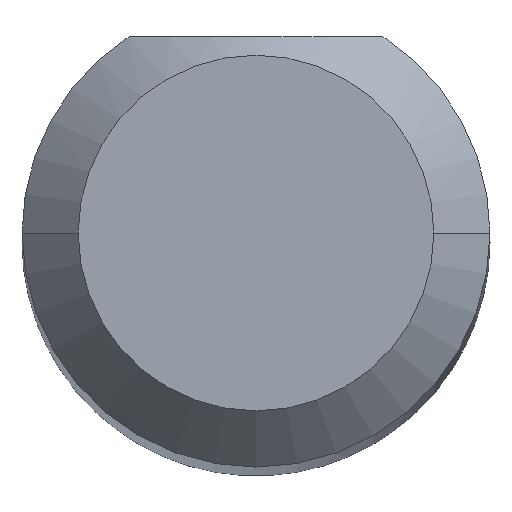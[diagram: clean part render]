
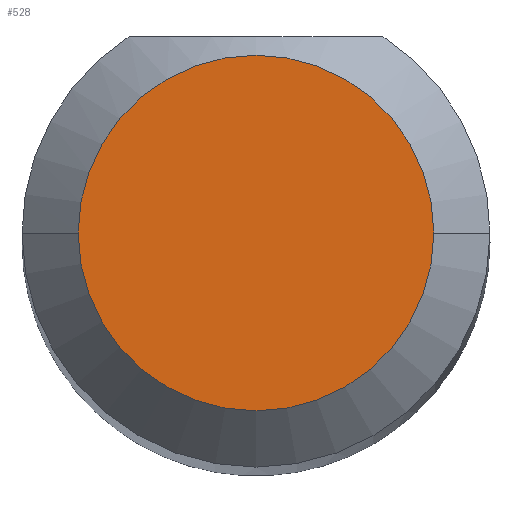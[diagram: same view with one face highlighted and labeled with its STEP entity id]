
A CAD part, top view. The second image highlights one B-rep face of the part: STEP entity #528.
In plain terms, the highlighted planar face has unit normal (0, 0, 1).
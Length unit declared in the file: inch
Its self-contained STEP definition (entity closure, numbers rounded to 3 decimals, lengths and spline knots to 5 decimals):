
#22 = ORIENTED_EDGE ( 'NONE', *, *, #300, .T. ) ;
#38 = CARTESIAN_POINT ( 'NONE',  ( 0.0475, 0., 1.5 ) ) ;
#68 = AXIS2_PLACEMENT_3D ( 'NONE', #295, #224, #503 ) ;
#87 = DIRECTION ( 'NONE',  ( 1., 0., 0. ) ) ;
#91 = CARTESIAN_POINT ( 'NONE',  ( 0., 0., 1.5 ) ) ;
#183 = CIRCLE ( 'NONE', #272, 0.0475 ) ;
#224 = DIRECTION ( 'NONE',  ( 0., 0., 1. ) ) ;
#226 = AXIS2_PLACEMENT_3D ( 'NONE', #518, #424, #267 ) ;
#267 = DIRECTION ( 'NONE',  ( 1., 0., 0. ) ) ;
#272 = AXIS2_PLACEMENT_3D ( 'NONE', #91, #508, #87 ) ;
#287 = ORIENTED_EDGE ( 'NONE', *, *, #371, .T. ) ;
#295 = CARTESIAN_POINT ( 'NONE',  ( 0., 0., 1.5 ) ) ;
#300 = EDGE_CURVE ( 'NONE', #349, #541, #183, .T. ) ;
#349 = VERTEX_POINT ( 'NONE', #360 ) ;
#358 = EDGE_LOOP ( 'NONE', ( #22, #287 ) ) ;
#360 = CARTESIAN_POINT ( 'NONE',  ( -0.0475, 0., 1.5 ) ) ;
#371 = EDGE_CURVE ( 'NONE', #541, #349, #549, .T. ) ;
#424 = DIRECTION ( 'NONE',  ( 0., 0., 1. ) ) ;
#438 = FACE_OUTER_BOUND ( 'NONE', #358, .T. ) ;
#444 = PLANE ( 'NONE',  #68 ) ;
#503 = DIRECTION ( 'NONE',  ( 1., 0., 0. ) ) ;
#508 = DIRECTION ( 'NONE',  ( 0., 0., 1. ) ) ;
#518 = CARTESIAN_POINT ( 'NONE',  ( 0., 0., 1.5 ) ) ;
#528 = ADVANCED_FACE ( 'NONE', ( #438 ), #444, .T. ) ;
#541 = VERTEX_POINT ( 'NONE', #38 ) ;
#549 = CIRCLE ( 'NONE', #226, 0.0475 ) ;
